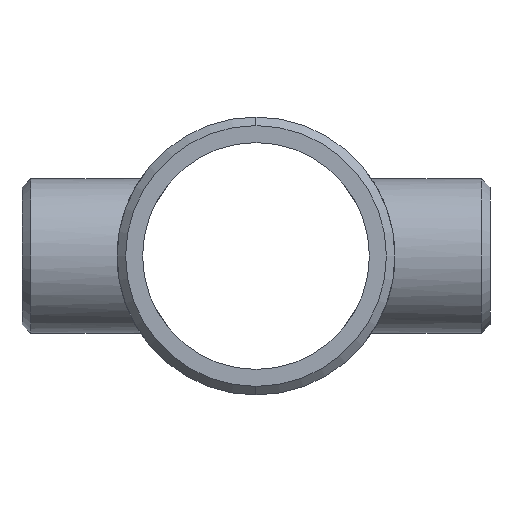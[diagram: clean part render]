
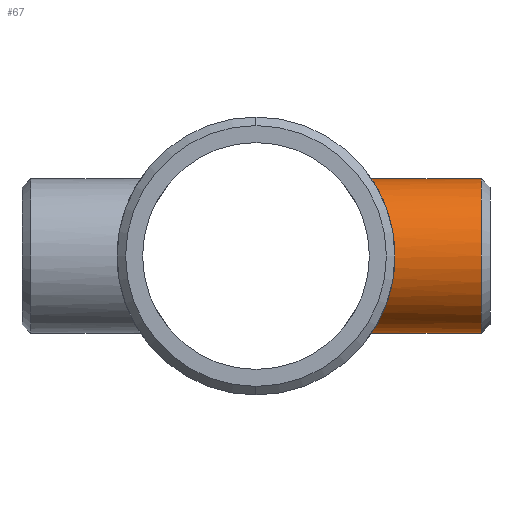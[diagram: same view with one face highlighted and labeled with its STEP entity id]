
A CAD part, left-side view. The second image highlights one B-rep face of the part: STEP entity #67.
In plain terms, the highlighted cylindrical face has radius 16.764 mm (diameter 33.528 mm), a partial arc.
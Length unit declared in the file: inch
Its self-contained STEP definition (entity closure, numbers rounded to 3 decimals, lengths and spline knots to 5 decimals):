
#23 = CARTESIAN_POINT ( 'NONE',  ( 0., -2., 0. ) ) ;
#41 = CYLINDRICAL_SURFACE ( 'NONE', #438, 0.66 ) ;
#47 = DIRECTION ( 'NONE',  ( 0., 0., -1. ) ) ;
#49 = EDGE_LOOP ( 'NONE', ( #269, #901, #566, #234 ) ) ;
#61 = CARTESIAN_POINT ( 'NONE',  ( 0., -1.92733, 0.66 ) ) ;
#64 = CARTESIAN_POINT ( 'NONE',  ( -0.62392, -1.16782, 0.21633 ) ) ;
#67 = ADVANCED_FACE ( 'NONE', ( #661 ), #41, .T. ) ;
#69 = CARTESIAN_POINT ( 'NONE',  ( -0.65125, -1.18266, -0.1093 ) ) ;
#73 = CARTESIAN_POINT ( 'NONE',  ( -0.21542, -1.01022, 0.62423 ) ) ;
#76 = VECTOR ( 'NONE', #608, 39.37008 ) ;
#80 = CARTESIAN_POINT ( 'NONE',  ( -0.52264, -1.11694, -0.40361 ) ) ;
#84 = CARTESIAN_POINT ( 'NONE',  ( -0.23596, -1.01482, 0.61676 ) ) ;
#145 = CARTESIAN_POINT ( 'NONE',  ( -0.01099, -0.9872, 0.66 ) ) ;
#154 = CARTESIAN_POINT ( 'NONE',  ( -0.40313, -1.06623, 0.52301 ) ) ;
#159 = CARTESIAN_POINT ( 'NONE',  ( -0.11055, -0.99313, -0.65105 ) ) ;
#164 = CARTESIAN_POINT ( 'NONE',  ( -0.63359, -1.17302, 0.18517 ) ) ;
#205 = EDGE_CURVE ( 'NONE', #883, #1085, #343, .T. ) ;
#208 = EDGE_CURVE ( 'NONE', #1085, #603, #917, .T. ) ;
#234 = ORIENTED_EDGE ( 'NONE', *, *, #942, .F. ) ;
#246 = CARTESIAN_POINT ( 'NONE',  ( -0.65896, -1.18692, -0.04315 ) ) ;
#252 = CARTESIAN_POINT ( 'NONE',  ( -0.59059, -1.15034, 0.2954 ) ) ;
#260 = CARTESIAN_POINT ( 'NONE',  ( -0.33246, -1.04152, -0.57055 ) ) ;
#269 = ORIENTED_EDGE ( 'NONE', *, *, #205, .T. ) ;
#287 = DIRECTION ( 'NONE',  ( 0., 1., 0. ) ) ;
#324 = B_SPLINE_CURVE_WITH_KNOTS ( 'NONE', 3,
 ( #831, #145, #500, #853, #335, #599, #950, #693, #703, #73, #84, #955, #971, #960, #154, #1046, #515, #330, #1041, #881, #874, #252, #510, #430, #64, #164, #611, #868, #421, #1055, #864, #859, #246, #689, #69, #521, #426, #443, #622, #353, #80, #779, #774, #792, #770, #1144, #260, #437, #1126, #606, #1139, #159, #1050, #348, #506, #1122 ),
 .UNSPECIFIED., .F., .F.,
 ( 4, 2, 2, 2, 2, 2, 2, 2, 2, 2, 2, 2, 2, 2, 2, 2, 2, 2, 2, 2, 2, 2, 2, 2, 2, 2, 2, 4 ),
 ( 0.05357, 0.0544, 0.05524, 0.0569, 0.05857, 0.06024, 0.06358, 0.06525, 0.06692, 0.07026, 0.07193, 0.0736, 0.07527, 0.0761, 0.07694, 0.08028, 0.08195, 0.08362, 0.08696, 0.09029, 0.09196, 0.09363, 0.09697, 0.09864, 0.10031, 0.10365, 0.10532, 0.10699 ),
 .UNSPECIFIED. ) ;
#330 = CARTESIAN_POINT ( 'NONE',  ( -0.49617, -1.10454, 0.43725 ) ) ;
#335 = CARTESIAN_POINT ( 'NONE',  ( -0.05524, -0.98868, 0.65778 ) ) ;
#343 = CIRCLE ( 'NONE', #682, 0.66 ) ;
#348 = CARTESIAN_POINT ( 'NONE',  ( -0.04452, -0.98796, -0.65887 ) ) ;
#353 = CARTESIAN_POINT ( 'NONE',  ( -0.53538, -1.12298, -0.38655 ) ) ;
#404 = DIRECTION ( 'NONE',  ( 0., 0., -1. ) ) ;
#410 = CARTESIAN_POINT ( 'NONE',  ( 0., -1.92733, -0.66 ) ) ;
#421 = CARTESIAN_POINT ( 'NONE',  ( -0.64452, -1.17897, 0.14252 ) ) ;
#426 = CARTESIAN_POINT ( 'NONE',  ( -0.62539, -1.16853, -0.21539 ) ) ;
#430 = CARTESIAN_POINT ( 'NONE',  ( -0.61651, -1.16387, 0.23659 ) ) ;
#437 = CARTESIAN_POINT ( 'NONE',  ( -0.29489, -1.03014, -0.59084 ) ) ;
#438 = AXIS2_PLACEMENT_3D ( 'NONE', #23, #471, #404 ) ;
#443 = CARTESIAN_POINT ( 'NONE',  ( -0.59155, -1.15078, -0.29592 ) ) ;
#471 = DIRECTION ( 'NONE',  ( 0., 1., 0. ) ) ;
#500 = CARTESIAN_POINT ( 'NONE',  ( -0.022, -0.98738, 0.65973 ) ) ;
#506 = CARTESIAN_POINT ( 'NONE',  ( -0.02227, -0.9872, -0.66 ) ) ;
#510 = CARTESIAN_POINT ( 'NONE',  ( -0.59985, -1.15513, 0.27612 ) ) ;
#515 = CARTESIAN_POINT ( 'NONE',  ( -0.45149, -1.08546, 0.48188 ) ) ;
#521 = CARTESIAN_POINT ( 'NONE',  ( -0.63823, -1.17552, -0.17374 ) ) ;
#559 = CARTESIAN_POINT ( 'NONE',  ( 0., -1.92733, 0. ) ) ;
#566 = ORIENTED_EDGE ( 'NONE', *, *, #621, .T. ) ;
#596 = CARTESIAN_POINT ( 'NONE',  ( 0., -2., -0.66 ) ) ;
#599 = CARTESIAN_POINT ( 'NONE',  ( -0.08835, -0.9909, 0.65444 ) ) ;
#603 = VERTEX_POINT ( 'NONE', #680 ) ;
#606 = CARTESIAN_POINT ( 'NONE',  ( -0.21665, -1.00997, -0.62489 ) ) ;
#608 = DIRECTION ( 'NONE',  ( 0., 1., 0. ) ) ;
#611 = CARTESIAN_POINT ( 'NONE',  ( -0.63657, -1.17464, 0.17465 ) ) ;
#621 = EDGE_CURVE ( 'NONE', #603, #952, #324, .T. ) ;
#622 = CARTESIAN_POINT ( 'NONE',  ( -0.57109, -1.14029, -0.33357 ) ) ;
#648 = CARTESIAN_POINT ( 'NONE',  ( 0., -2., 0.66 ) ) ;
#661 = FACE_OUTER_BOUND ( 'NONE', #49, .T. ) ;
#680 = CARTESIAN_POINT ( 'NONE',  ( 0., -0.9872, 0.66 ) ) ;
#682 = AXIS2_PLACEMENT_3D ( 'NONE', #559, #287, #47 ) ;
#689 = CARTESIAN_POINT ( 'NONE',  ( -0.65456, -1.18448, -0.08747 ) ) ;
#693 = CARTESIAN_POINT ( 'NONE',  ( -0.15285, -0.99873, 0.64243 ) ) ;
#703 = CARTESIAN_POINT ( 'NONE',  ( -0.17392, -1.00219, 0.63704 ) ) ;
#767 = CARTESIAN_POINT ( 'NONE',  ( 0., -0.9872, -0.66 ) ) ;
#770 = CARTESIAN_POINT ( 'NONE',  ( -0.40383, -1.06609, -0.52377 ) ) ;
#774 = CARTESIAN_POINT ( 'NONE',  ( -0.48113, -1.09812, -0.45228 ) ) ;
#779 = CARTESIAN_POINT ( 'NONE',  ( -0.49542, -1.10447, -0.43659 ) ) ;
#783 = LINE ( 'NONE', #596, #76 ) ;
#792 = CARTESIAN_POINT ( 'NONE',  ( -0.43631, -1.07898, -0.49701 ) ) ;
#831 = CARTESIAN_POINT ( 'NONE',  ( 0., -0.9872, 0.66 ) ) ;
#853 = CARTESIAN_POINT ( 'NONE',  ( -0.04411, -0.98812, 0.65862 ) ) ;
#859 = CARTESIAN_POINT ( 'NONE',  ( -0.66003, -1.18752, -0.02107 ) ) ;
#864 = CARTESIAN_POINT ( 'NONE',  ( -0.65994, -1.18747, 0.04487 ) ) ;
#868 = CARTESIAN_POINT ( 'NONE',  ( -0.64203, -1.17761, 0.15334 ) ) ;
#874 = CARTESIAN_POINT ( 'NONE',  ( -0.57024, -1.14002, 0.33299 ) ) ;
#881 = CARTESIAN_POINT ( 'NONE',  ( -0.55911, -1.13448, 0.35136 ) ) ;
#883 = VERTEX_POINT ( 'NONE', #410 ) ;
#901 = ORIENTED_EDGE ( 'NONE', *, *, #208, .T. ) ;
#917 = LINE ( 'NONE', #648, #987 ) ;
#942 = EDGE_CURVE ( 'NONE', #883, #952, #783, .T. ) ;
#950 = CARTESIAN_POINT ( 'NONE',  ( -0.11007, -0.99309, 0.65112 ) ) ;
#952 = VERTEX_POINT ( 'NONE', #767 ) ;
#955 = CARTESIAN_POINT ( 'NONE',  ( -0.29572, -1.02981, 0.59162 ) ) ;
#960 = CARTESIAN_POINT ( 'NONE',  ( -0.38597, -1.05984, 0.53579 ) ) ;
#971 = CARTESIAN_POINT ( 'NONE',  ( -0.33311, -1.04136, 0.57135 ) ) ;
#987 = VECTOR ( 'NONE', #1003, 39.37008 ) ;
#1003 = DIRECTION ( 'NONE',  ( 0., 1., 0. ) ) ;
#1041 = CARTESIAN_POINT ( 'NONE',  ( -0.5231, -1.11703, 0.40474 ) ) ;
#1046 = CARTESIAN_POINT ( 'NONE',  ( -0.43587, -1.07903, 0.49605 ) ) ;
#1050 = CARTESIAN_POINT ( 'NONE',  ( -0.08859, -0.99092, -0.6544 ) ) ;
#1055 = CARTESIAN_POINT ( 'NONE',  ( -0.65553, -1.185, 0.08847 ) ) ;
#1085 = VERTEX_POINT ( 'NONE', #61 ) ;
#1122 = CARTESIAN_POINT ( 'NONE',  ( 0., -0.9872, -0.66 ) ) ;
#1126 = CARTESIAN_POINT ( 'NONE',  ( -0.27567, -1.02479, -0.60005 ) ) ;
#1139 = CARTESIAN_POINT ( 'NONE',  ( -0.17549, -1.00175, -0.63778 ) ) ;
#1144 = CARTESIAN_POINT ( 'NONE',  ( -0.35088, -1.04757, -0.55941 ) ) ;
